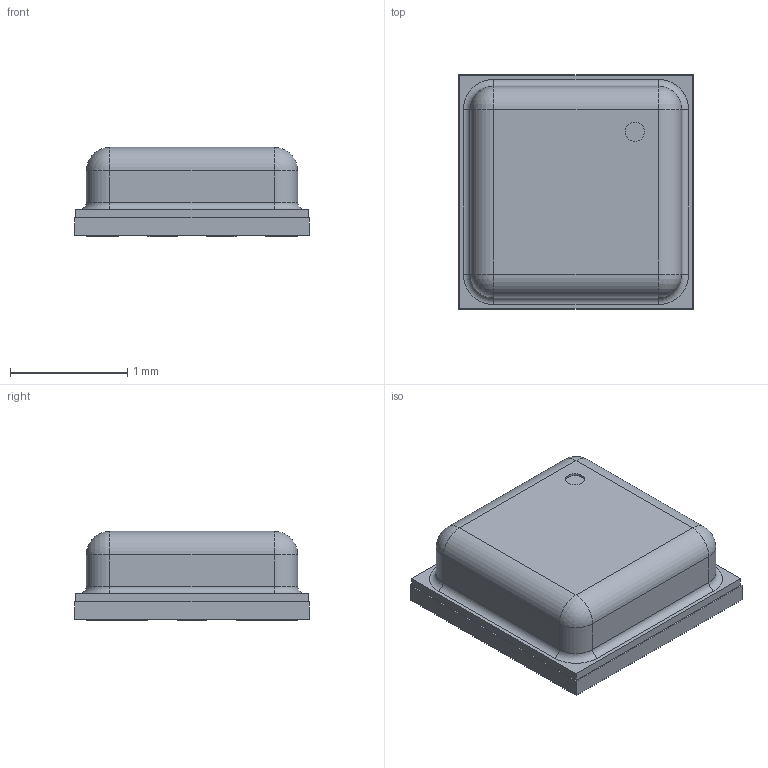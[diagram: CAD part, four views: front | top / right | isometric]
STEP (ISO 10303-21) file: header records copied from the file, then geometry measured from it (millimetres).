
FILE_DESCRIPTION (( 'STEP AP214' ), '1' );
FILE_NAME ('SENSORM-SMD_BMP388.STEP', '2021-12-09T12:31:42', ( '' ), ( '' ), 'SwSTEP 2.0', 'SolidWorks 2018', '' );
FILE_SCHEMA (( 'AUTOMOTIVE_DESIGN' ));
Length unit declared in the file: millimetre
Products named in the file (1): SENSORM-SMD_BMP388
Bounding box: 2 x 2 x 0.76 mm (x, y, z)
Volume: 2.5 mm3; surface area: 12.8 mm2
Topology: 1 solids, 1 shells, 149 faces, 365 edges, 234 vertices
Faces by surface type: plane 111, bspline 16, cylinder 14, sphere 4, torus 4
Entity records: 6246 total; most frequent: CARTESIAN_POINT 1801, ORIENTED_EDGE 722, DIRECTION 629, EDGE_CURVE 361, LINE 297, VECTOR 297, VERTEX_POINT 234, EDGE_LOOP 169
